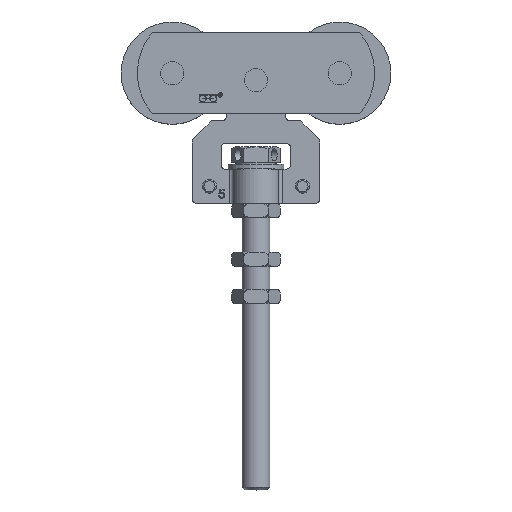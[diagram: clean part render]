
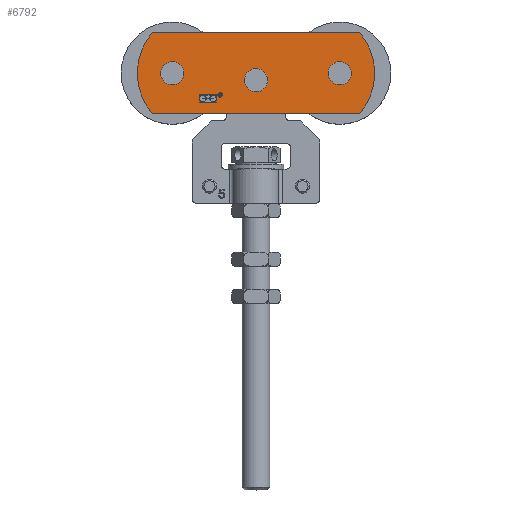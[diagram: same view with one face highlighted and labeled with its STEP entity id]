
A CAD part, top view. The second image highlights one B-rep face of the part: STEP entity #6792.
In plain terms, the highlighted face is planar.
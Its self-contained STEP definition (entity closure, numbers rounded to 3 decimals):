
#269=CIRCLE('',#7507,1.5);
#276=CIRCLE('',#7520,1.5);
#280=CIRCLE('',#7541,1.);
#282=CIRCLE('',#7545,27.);
#283=CIRCLE('',#7546,27.);
#284=CIRCLE('',#7547,3.95);
#285=CIRCLE('',#7548,3.95);
#286=CIRCLE('',#7549,3.95);
#782=FACE_BOUND('',#1451,.T.);
#783=FACE_BOUND('',#1452,.T.);
#784=FACE_BOUND('',#1453,.T.);
#785=FACE_BOUND('',#1454,.T.);
#786=FACE_BOUND('',#1455,.T.);
#868=PLANE('',#7544);
#1063=FACE_OUTER_BOUND('',#1450,.T.);
#1450=EDGE_LOOP('',(#4931,#4932,#4933,#4934));
#1451=EDGE_LOOP('',(#4935,#4936,#4937,#4938,#4939,#4940,#4941,#4942,#4943,
#4944,#4945,#4946));
#1452=EDGE_LOOP('',(#4947));
#1453=EDGE_LOOP('',(#4948));
#1454=EDGE_LOOP('',(#4949));
#1455=EDGE_LOOP('',(#4950));
#1906=LINE('',#10661,#2466);
#1911=LINE('',#10670,#2471);
#1912=LINE('',#10673,#2472);
#1915=LINE('',#10679,#2475);
#1918=LINE('',#10684,#2478);
#1924=LINE('',#10695,#2484);
#1927=LINE('',#10702,#2487);
#1931=LINE('',#10710,#2491);
#1934=LINE('',#10715,#2494);
#1936=LINE('',#10718,#2496);
#1940=LINE('',#10739,#2500);
#1941=LINE('',#10742,#2501);
#2466=VECTOR('',#8416,10.);
#2471=VECTOR('',#8423,10.);
#2472=VECTOR('',#8426,10.);
#2475=VECTOR('',#8431,10.);
#2478=VECTOR('',#8436,10.);
#2484=VECTOR('',#8448,10.);
#2487=VECTOR('',#8455,10.);
#2491=VECTOR('',#8461,10.);
#2494=VECTOR('',#8466,10.);
#2496=VECTOR('',#8470,10.);
#2500=VECTOR('',#8494,10.);
#2501=VECTOR('',#8497,10.);
#3069=VERTEX_POINT('',#10607);
#3073=VERTEX_POINT('',#10616);
#3075=VERTEX_POINT('',#10623);
#3079=VERTEX_POINT('',#10632);
#3085=VERTEX_POINT('',#10660);
#3088=VERTEX_POINT('',#10668);
#3089=VERTEX_POINT('',#10672);
#3091=VERTEX_POINT('',#10678);
#3094=VERTEX_POINT('',#10693);
#3095=VERTEX_POINT('',#10700);
#3096=VERTEX_POINT('',#10701);
#3099=VERTEX_POINT('',#10709);
#3103=VERTEX_POINT('',#10728);
#3105=VERTEX_POINT('',#10735);
#3106=VERTEX_POINT('',#10736);
#3107=VERTEX_POINT('',#10738);
#3108=VERTEX_POINT('',#10740);
#3109=VERTEX_POINT('',#10743);
#3110=VERTEX_POINT('',#10745);
#3111=VERTEX_POINT('',#10747);
#3761=EDGE_CURVE('',#3073,#3069,#269,.T.);
#3779=EDGE_CURVE('',#3075,#3079,#276,.T.);
#3782=EDGE_CURVE('',#3085,#3075,#1906,.T.);
#3787=EDGE_CURVE('',#3069,#3088,#1911,.T.);
#3788=EDGE_CURVE('',#3089,#3085,#1912,.T.);
#3791=EDGE_CURVE('',#3091,#3089,#1915,.T.);
#3794=EDGE_CURVE('',#3088,#3091,#1918,.T.);
#3800=EDGE_CURVE('',#3079,#3094,#1924,.T.);
#3803=EDGE_CURVE('',#3095,#3096,#1927,.T.);
#3807=EDGE_CURVE('',#3099,#3095,#1931,.T.);
#3810=EDGE_CURVE('',#3094,#3099,#1934,.T.);
#3812=EDGE_CURVE('',#3096,#3073,#1936,.T.);
#3817=EDGE_CURVE('',#3103,#3103,#280,.T.);
#3820=EDGE_CURVE('',#3105,#3106,#282,.T.);
#3821=EDGE_CURVE('',#3107,#3105,#1940,.T.);
#3822=EDGE_CURVE('',#3108,#3107,#283,.T.);
#3823=EDGE_CURVE('',#3106,#3108,#1941,.T.);
#3824=EDGE_CURVE('',#3109,#3109,#284,.T.);
#3825=EDGE_CURVE('',#3110,#3110,#285,.T.);
#3826=EDGE_CURVE('',#3111,#3111,#286,.T.);
#4931=ORIENTED_EDGE('',*,*,#3820,.F.);
#4932=ORIENTED_EDGE('',*,*,#3821,.F.);
#4933=ORIENTED_EDGE('',*,*,#3822,.F.);
#4934=ORIENTED_EDGE('',*,*,#3823,.F.);
#4935=ORIENTED_EDGE('',*,*,#3803,.T.);
#4936=ORIENTED_EDGE('',*,*,#3812,.T.);
#4937=ORIENTED_EDGE('',*,*,#3761,.T.);
#4938=ORIENTED_EDGE('',*,*,#3787,.T.);
#4939=ORIENTED_EDGE('',*,*,#3794,.T.);
#4940=ORIENTED_EDGE('',*,*,#3791,.T.);
#4941=ORIENTED_EDGE('',*,*,#3788,.T.);
#4942=ORIENTED_EDGE('',*,*,#3782,.T.);
#4943=ORIENTED_EDGE('',*,*,#3779,.T.);
#4944=ORIENTED_EDGE('',*,*,#3800,.T.);
#4945=ORIENTED_EDGE('',*,*,#3810,.T.);
#4946=ORIENTED_EDGE('',*,*,#3807,.T.);
#4947=ORIENTED_EDGE('',*,*,#3817,.T.);
#4948=ORIENTED_EDGE('',*,*,#3824,.T.);
#4949=ORIENTED_EDGE('',*,*,#3825,.T.);
#4950=ORIENTED_EDGE('',*,*,#3826,.T.);
#6792=ADVANCED_FACE('',(#1063,#782,#783,#784,#785,#786),#868,.F.);
#7507=AXIS2_PLACEMENT_3D('',#10621,#8370,#8371);
#7520=AXIS2_PLACEMENT_3D('',#10655,#8407,#8408);
#7541=AXIS2_PLACEMENT_3D('',#10729,#8483,#8484);
#7544=AXIS2_PLACEMENT_3D('',#10734,#8490,#8491);
#7545=AXIS2_PLACEMENT_3D('',#10737,#8492,#8493);
#7546=AXIS2_PLACEMENT_3D('',#10741,#8495,#8496);
#7547=AXIS2_PLACEMENT_3D('',#10744,#8498,#8499);
#7548=AXIS2_PLACEMENT_3D('',#10746,#8500,#8501);
#7549=AXIS2_PLACEMENT_3D('',#10748,#8502,#8503);
#8370=DIRECTION('center_axis',(0.,0.,1.));
#8371=DIRECTION('ref_axis',(-0.999,0.054,0.));
#8407=DIRECTION('center_axis',(0.,0.,1.));
#8408=DIRECTION('ref_axis',(0.999,-0.046,0.));
#8416=DIRECTION('',(1.,0.,0.));
#8423=DIRECTION('',(1.,0.,0.));
#8426=DIRECTION('',(0.,-1.,0.));
#8431=DIRECTION('',(-1.,0.,0.));
#8436=DIRECTION('',(0.,1.,0.));
#8448=DIRECTION('',(-1.,0.,0.));
#8455=DIRECTION('',(0.,1.,0.));
#8461=DIRECTION('',(1.,0.,0.));
#8466=DIRECTION('',(0.,-1.,0.));
#8470=DIRECTION('',(-1.,0.,0.));
#8483=DIRECTION('center_axis',(0.,0.,1.));
#8484=DIRECTION('ref_axis',(1.,0.,0.));
#8490=DIRECTION('center_axis',(0.,0.,1.));
#8491=DIRECTION('ref_axis',(1.,0.,0.));
#8492=DIRECTION('center_axis',(0.,0.,1.));
#8493=DIRECTION('ref_axis',(-0.762,0.648,0.));
#8494=DIRECTION('',(-1.,0.,0.));
#8495=DIRECTION('center_axis',(0.,0.,1.));
#8496=DIRECTION('ref_axis',(0.762,-0.648,0.));
#8497=DIRECTION('',(1.,0.,0.));
#8498=DIRECTION('center_axis',(0.,0.,1.));
#8499=DIRECTION('ref_axis',(1.,0.,0.));
#8500=DIRECTION('center_axis',(0.,0.,1.));
#8501=DIRECTION('ref_axis',(1.,0.,0.));
#8502=DIRECTION('center_axis',(0.,0.,1.));
#8503=DIRECTION('ref_axis',(1.,0.,0.));
#10607=CARTESIAN_POINT('',(4.791,1.465,0.));
#10616=CARTESIAN_POINT('',(4.791,-1.535,0.));
#10621=CARTESIAN_POINT('Origin',(4.791,-0.035,0.));
#10623=CARTESIAN_POINT('',(0.291,1.465,0.));
#10632=CARTESIAN_POINT('',(0.291,-1.535,0.));
#10655=CARTESIAN_POINT('Origin',(0.291,-0.035,
0.));
#10660=CARTESIAN_POINT('',(-1.209,1.465,0.));
#10661=CARTESIAN_POINT('',(-9.662,1.465,0.));
#10668=CARTESIAN_POINT('',(6.291,1.465,0.));
#10670=CARTESIAN_POINT('',(-9.662,1.465,0.));
#10672=CARTESIAN_POINT('',(-1.209,1.615,0.));
#10673=CARTESIAN_POINT('',(-1.209,6.272,0.));
#10678=CARTESIAN_POINT('',(6.291,1.615,0.));
#10679=CARTESIAN_POINT('',(-5.912,1.615,0.));
#10684=CARTESIAN_POINT('',(6.291,6.197,0.));
#10693=CARTESIAN_POINT('',(-1.209,-1.535,0.));
#10695=CARTESIAN_POINT('',(-5.912,-1.535,0.));
#10700=CARTESIAN_POINT('',(6.291,-1.685,0.));
#10701=CARTESIAN_POINT('',(6.291,-1.535,0.));
#10702=CARTESIAN_POINT('',(6.291,4.622,0.));
#10709=CARTESIAN_POINT('',(-1.209,-1.685,0.));
#10710=CARTESIAN_POINT('',(-9.662,-1.685,0.));
#10715=CARTESIAN_POINT('',(-1.209,4.697,0.));
#10718=CARTESIAN_POINT('',(-5.912,-1.535,0.));
#10728=CARTESIAN_POINT('',(-3.709,1.615,0.));
#10729=CARTESIAN_POINT('Origin',(-2.709,1.615,0.));
#10734=CARTESIAN_POINT('Origin',(-18.116,10.928,0.));
#10735=CARTESIAN_POINT('',(-62.676,28.428,0.));
#10736=CARTESIAN_POINT('',(-62.676,-6.572,0.));
#10737=CARTESIAN_POINT('Origin',(-42.116,10.928,0.));
#10738=CARTESIAN_POINT('',(26.445,28.428,0.));
#10739=CARTESIAN_POINT('',(26.445,28.428,0.));
#10740=CARTESIAN_POINT('',(26.445,-6.572,0.));
#10741=CARTESIAN_POINT('Origin',(5.884,10.928,0.));
#10742=CARTESIAN_POINT('',(-62.676,-6.572,0.));
#10743=CARTESIAN_POINT('',(13.934,10.928,0.));
#10744=CARTESIAN_POINT('Origin',(17.884,10.928,0.));
#10745=CARTESIAN_POINT('',(-58.066,10.928,0.));
#10746=CARTESIAN_POINT('Origin',(-54.116,10.928,0.));
#10747=CARTESIAN_POINT('',(-22.066,7.928,0.));
#10748=CARTESIAN_POINT('Origin',(-18.116,7.928,0.));
